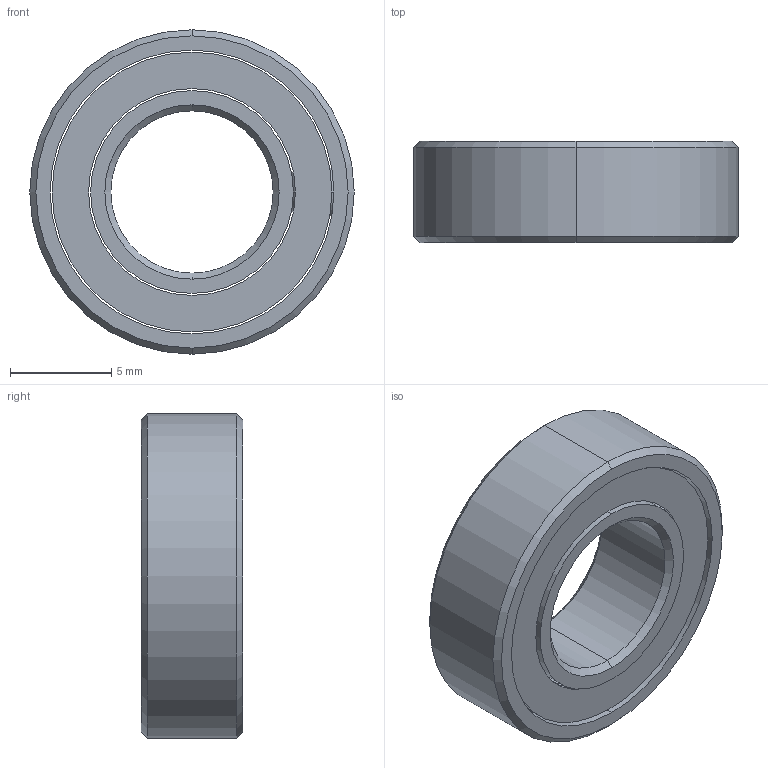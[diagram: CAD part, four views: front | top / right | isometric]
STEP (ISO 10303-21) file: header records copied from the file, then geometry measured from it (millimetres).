
FILE_DESCRIPTION (( 'STEP AP214' ), '1' );
FILE_NAME ('roulement 8 x 16 x 5.STEP', '2021-03-10T09:07:10', ( '' ), ( '' ), 'SwSTEP 2.0', 'SolidWorks 2016', '' );
FILE_SCHEMA (( 'AUTOMOTIVE_DESIGN' ));
Length unit declared in the file: millimetre
Products named in the file (1): roulement 8 x 16 x 5
Bounding box: 16 x 5 x 16 mm (x, y, z)
Volume: 351.7 mm3; surface area: 1227.9 mm2
Topology: 5 solids, 5 shells, 44 faces, 91 edges, 55 vertices
Faces by surface type: cylinder 20, cone 8, plane 8, torus 6, sphere 2
Entity records: 1226 total; most frequent: DIRECTION 234, CARTESIAN_POINT 183, ORIENTED_EDGE 172, AXIS2_PLACEMENT_3D 103, EDGE_CURVE 86, CIRCLE 58, VERTEX_POINT 52, EDGE_LOOP 52
